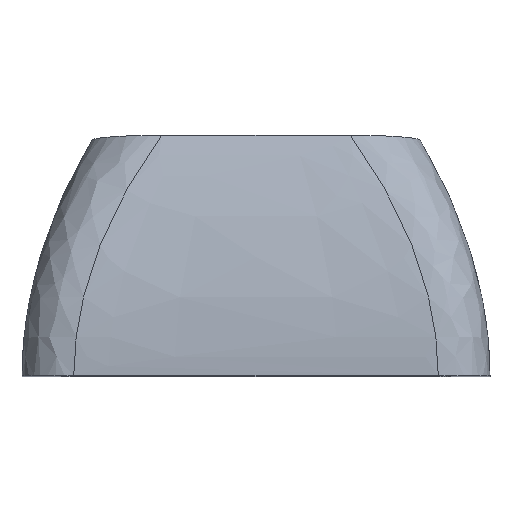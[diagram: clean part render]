
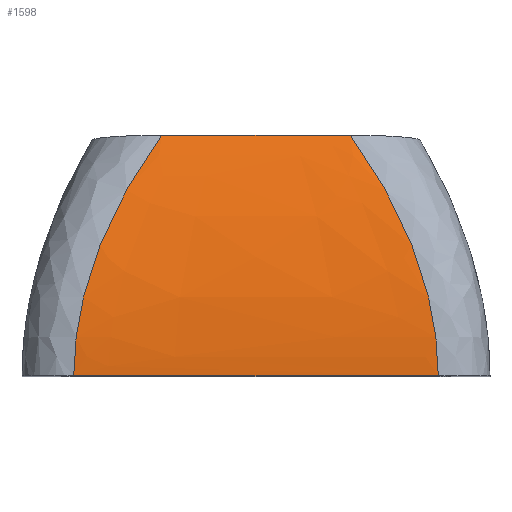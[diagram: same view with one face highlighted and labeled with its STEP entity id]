
A CAD part, top view. The second image highlights one B-rep face of the part: STEP entity #1598.
In plain terms, the highlighted free-form (B-spline) face has degree [3, 3] with [4, 4] control points.
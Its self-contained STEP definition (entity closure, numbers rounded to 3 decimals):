
#66=LINE('',#3212,#197);
#67=LINE('',#3218,#198);
#197=VECTOR('',#1788,10.);
#198=VECTOR('',#1793,10.);
#386=FACE_OUTER_BOUND('',#477,.T.);
#477=EDGE_LOOP('',(#1266,#1267,#1268,#1269));
#594=B_SPLINE_CURVE_WITH_KNOTS('',3,(#3254,#3255,#3256,#3257),
 .UNSPECIFIED.,.F.,.F.,(4,4),(0.,1.),.UNSPECIFIED.);
#600=B_SPLINE_CURVE_WITH_KNOTS('',3,(#3386,#3387,#3388,#3389),
 .UNSPECIFIED.,.F.,.F.,(4,4),(0.,1.),.UNSPECIFIED.);
#689=VERTEX_POINT('',#3197);
#696=VERTEX_POINT('',#3210);
#697=VERTEX_POINT('',#3214);
#699=VERTEX_POINT('',#3217);
#890=EDGE_CURVE('',#696,#689,#66,.T.);
#892=EDGE_CURVE('',#699,#697,#67,.T.);
#900=EDGE_CURVE('',#697,#689,#594,.T.);
#906=EDGE_CURVE('',#699,#696,#600,.T.);
#1266=ORIENTED_EDGE('',*,*,#892,.T.);
#1267=ORIENTED_EDGE('',*,*,#900,.T.);
#1268=ORIENTED_EDGE('',*,*,#890,.F.);
#1269=ORIENTED_EDGE('',*,*,#906,.F.);
#1543=B_SPLINE_SURFACE_WITH_KNOTS('',3,3,((#3390,#3391,#3392,#3393),(#3394,
#3395,#3396,#3397),(#3398,#3399,#3400,#3401),(#3402,#3403,#3404,#3405)),
 .UNSPECIFIED.,.F.,.F.,.F.,(4,4),(4,4),(0.,1.),(0.,1.),.UNSPECIFIED.);
#1598=ADVANCED_FACE('',(#386),#1543,.T.);
#1788=DIRECTION('',(-1.,0.,0.));
#1793=DIRECTION('',(-1.,0.,0.));
#3197=CARTESIAN_POINT('',(2.,0.,18.1));
#3210=CARTESIAN_POINT('',(16.1,0.,18.1));
#3212=CARTESIAN_POINT('',(16.1,0.,18.1));
#3214=CARTESIAN_POINT('',(5.4,9.309,15.363));
#3217=CARTESIAN_POINT('',(12.7,9.309,15.363));
#3218=CARTESIAN_POINT('',(12.7,9.309,15.363));
#3254=CARTESIAN_POINT('Ctrl Pts',(5.4,9.309,15.363));
#3255=CARTESIAN_POINT('Ctrl Pts',(3.133,6.206,17.188));
#3256=CARTESIAN_POINT('Ctrl Pts',(2.,2.956,18.1));
#3257=CARTESIAN_POINT('Ctrl Pts',(2.,0.,18.1));
#3386=CARTESIAN_POINT('Ctrl Pts',(12.7,9.309,15.363));
#3387=CARTESIAN_POINT('Ctrl Pts',(14.967,6.206,17.188));
#3388=CARTESIAN_POINT('Ctrl Pts',(16.1,2.956,18.1));
#3389=CARTESIAN_POINT('Ctrl Pts',(16.1,0.,18.1));
#3390=CARTESIAN_POINT('Ctrl Pts',(12.7,9.309,15.363));
#3391=CARTESIAN_POINT('Ctrl Pts',(14.967,6.206,17.188));
#3392=CARTESIAN_POINT('Ctrl Pts',(16.1,2.956,18.1));
#3393=CARTESIAN_POINT('Ctrl Pts',(16.1,0.,18.1));
#3394=CARTESIAN_POINT('Ctrl Pts',(11.286,9.309,15.363));
#3395=CARTESIAN_POINT('Ctrl Pts',(13.336,6.206,17.149));
#3396=CARTESIAN_POINT('Ctrl Pts',(15.053,2.956,18.1));
#3397=CARTESIAN_POINT('Ctrl Pts',(15.053,0.,
18.1));
#3398=CARTESIAN_POINT('Ctrl Pts',(6.814,9.309,15.363));
#3399=CARTESIAN_POINT('Ctrl Pts',(4.764,6.206,17.149));
#3400=CARTESIAN_POINT('Ctrl Pts',(3.047,2.956,18.1));
#3401=CARTESIAN_POINT('Ctrl Pts',(3.047,0.,
18.1));
#3402=CARTESIAN_POINT('Ctrl Pts',(5.4,9.309,15.363));
#3403=CARTESIAN_POINT('Ctrl Pts',(3.133,6.206,17.188));
#3404=CARTESIAN_POINT('Ctrl Pts',(2.,2.956,18.1));
#3405=CARTESIAN_POINT('Ctrl Pts',(2.,0.,18.1));
